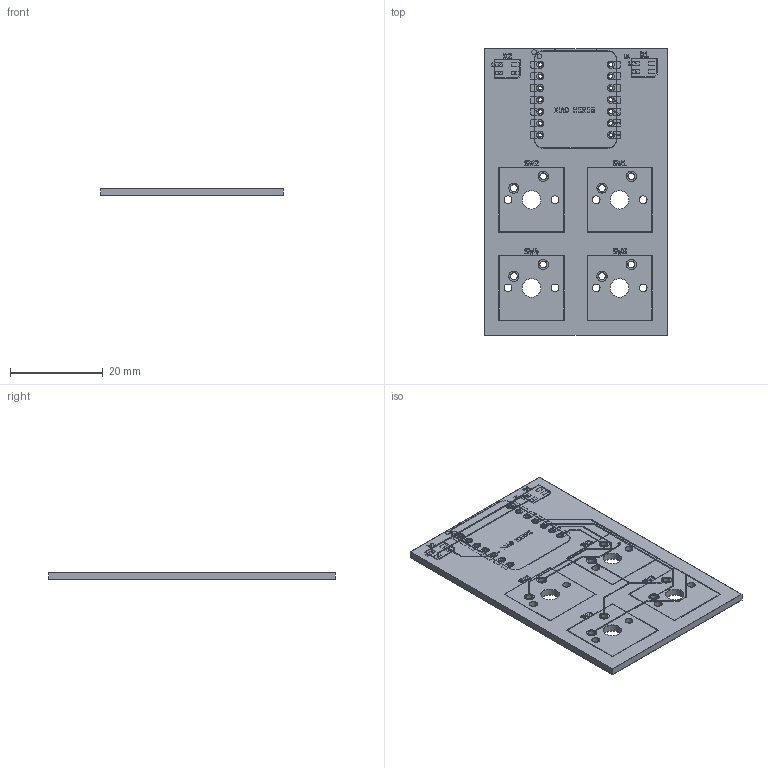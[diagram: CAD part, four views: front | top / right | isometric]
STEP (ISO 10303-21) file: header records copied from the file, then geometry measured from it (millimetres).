
FILE_DESCRIPTION(('KiCad electronic assembly'),'2;1');
FILE_NAME('macropad.step','2025-06-17T20:54:44',('Pcbnew'),('Kicad'), 'Open CASCADE STEP processor 7.8','KiCad to STEP converter','Unknown' );
FILE_SCHEMA(('AUTOMOTIVE_DESIGN { 1 0 10303 214 1 1 1 1 }'));
Length unit declared in the file: millimetre
Products named in the file (7): macropad 1; macropad_copper; macropad_pad; macropad_via; macropad_silkscreen; macropad_soldermask; macropad_PCB
Assembly tree (6 placements, depth 2):
  macropad 1
    macropad_copper
    macropad_pad
    macropad_via
    macropad_silkscreen
    macropad_soldermask
    macropad_PCB
Bounding box: 39.5 x 62 x 1.66 mm (x, y, z)
Volume: 3570.5 mm3; surface area: 10616.1 mm2
Topology: 102 solids, 164 shells, 815 faces, 2920 edges, 2371 vertices
Faces by surface type: plane 542, cylinder 273
Full cylindrical faces by diameter (mm): 0.275 x2, 0.3 x2, 0.839 x42, 0.889 x28, 1.45 x24, 1.5 x16, 1.524 x28, 1.7 x8, 2.2 x16, 4 x4
Entity records: 33669 total; most frequent: CARTESIAN_POINT 6113, DIRECTION 5469, ORIENTED_EDGE 4567, EDGE_CURVE 2920, VERTEX_POINT 2371, LINE 2015, VECTOR 2015, AXIS2_PLACEMENT_3D 1727
